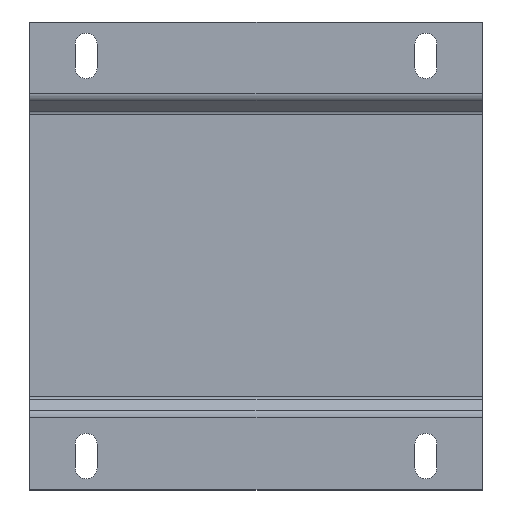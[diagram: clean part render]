
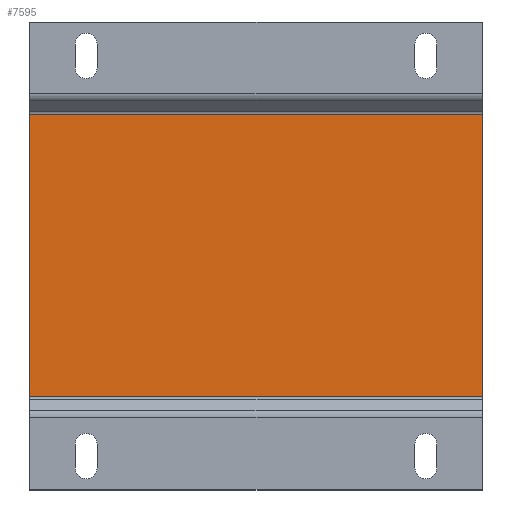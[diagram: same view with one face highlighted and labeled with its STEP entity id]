
A CAD part, front view. The second image highlights one B-rep face of the part: STEP entity #7595.
In plain terms, the highlighted planar face has unit normal (0, -1, 0).
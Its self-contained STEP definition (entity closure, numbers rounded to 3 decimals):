
#431 = FACE_OUTER_BOUND ( 'NONE', #2475, .T. ) ;
#485 = DIRECTION ( 'NONE',  ( -1., 0., 0. ) ) ;
#606 = CARTESIAN_POINT ( 'NONE',  ( 60., -51.5, -37.234 ) ) ;
#787 = LINE ( 'NONE', #1622, #4400 ) ;
#943 = AXIS2_PLACEMENT_3D ( 'NONE', #1279, #4870, #5505 ) ;
#1279 = CARTESIAN_POINT ( 'NONE',  ( 0., -51.5, 0. ) ) ;
#1314 = VERTEX_POINT ( 'NONE', #7857 ) ;
#1543 = LINE ( 'NONE', #3181, #2095 ) ;
#1622 = CARTESIAN_POINT ( 'NONE',  ( 0., -51.5, -37.234 ) ) ;
#2095 = VECTOR ( 'NONE', #8086, 1000. ) ;
#2100 = VERTEX_POINT ( 'NONE', #8128 ) ;
#2475 = EDGE_LOOP ( 'NONE', ( #4357, #6165, #8769, #2574 ) ) ;
#2574 = ORIENTED_EDGE ( 'NONE', *, *, #6751, .F. ) ;
#2797 = CARTESIAN_POINT ( 'NONE',  ( 60., -51.5, -62. ) ) ;
#3042 = DIRECTION ( 'NONE',  ( -1., 0., 0. ) ) ;
#3181 = CARTESIAN_POINT ( 'NONE',  ( -60., -51.5, -62. ) ) ;
#3289 = CARTESIAN_POINT ( 'NONE',  ( 60., -51.5, 37.594 ) ) ;
#3312 = VERTEX_POINT ( 'NONE', #3289 ) ;
#3930 = CARTESIAN_POINT ( 'NONE',  ( 0., -51.5, 37.594 ) ) ;
#4025 = EDGE_CURVE ( 'NONE', #3312, #5105, #5297, .T. ) ;
#4357 = ORIENTED_EDGE ( 'NONE', *, *, #5957, .F. ) ;
#4400 = VECTOR ( 'NONE', #3042, 1000. ) ;
#4518 = LINE ( 'NONE', #3930, #5179 ) ;
#4870 = DIRECTION ( 'NONE',  ( 0., 1., 0. ) ) ;
#4904 = EDGE_CURVE ( 'NONE', #3312, #1314, #4518, .T. ) ;
#5105 = VERTEX_POINT ( 'NONE', #606 ) ;
#5179 = VECTOR ( 'NONE', #485, 1000. ) ;
#5297 = LINE ( 'NONE', #2797, #6179 ) ;
#5505 = DIRECTION ( 'NONE',  ( 0., 0., 1. ) ) ;
#5957 = EDGE_CURVE ( 'NONE', #5105, #2100, #787, .T. ) ;
#6165 = ORIENTED_EDGE ( 'NONE', *, *, #4025, .F. ) ;
#6179 = VECTOR ( 'NONE', #8383, 1000. ) ;
#6188 = PLANE ( 'NONE',  #943 ) ;
#6751 = EDGE_CURVE ( 'NONE', #2100, #1314, #1543, .T. ) ;
#7595 = ADVANCED_FACE ( 'NONE', ( #431 ), #6188, .F. ) ;
#7857 = CARTESIAN_POINT ( 'NONE',  ( -60., -51.5, 37.594 ) ) ;
#8086 = DIRECTION ( 'NONE',  ( 0., 0., 1. ) ) ;
#8128 = CARTESIAN_POINT ( 'NONE',  ( -60., -51.5, -37.234 ) ) ;
#8383 = DIRECTION ( 'NONE',  ( 0., 0., -1. ) ) ;
#8769 = ORIENTED_EDGE ( 'NONE', *, *, #4904, .T. ) ;
